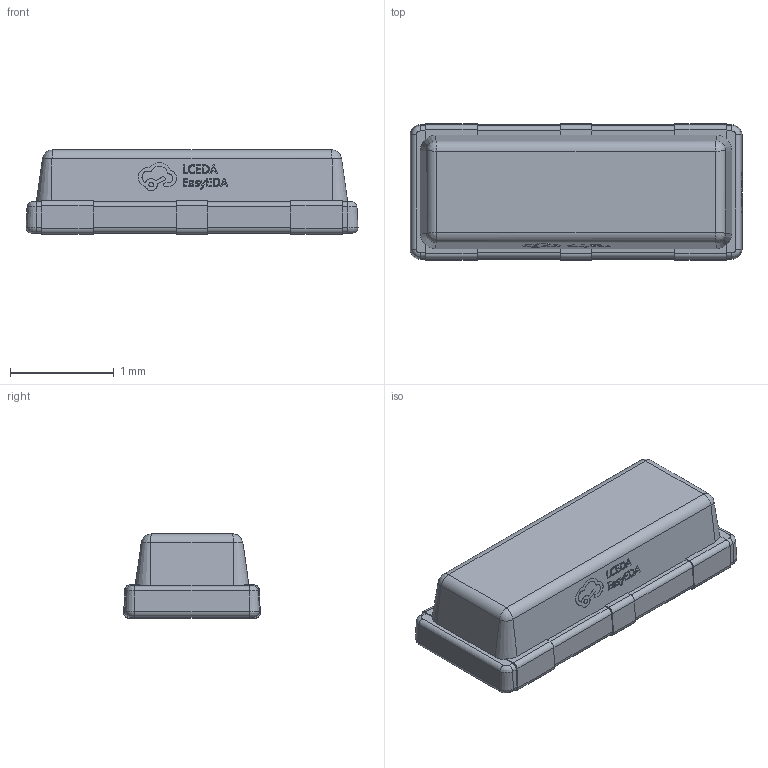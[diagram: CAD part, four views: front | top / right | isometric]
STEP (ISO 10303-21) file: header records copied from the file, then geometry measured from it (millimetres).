
FILE_DESCRIPTION(('FreeCAD Model'),'2;1');
FILE_NAME('Open CASCADE Shape Model','2023-09-13T16:06:28',(''),(''), 'Open CASCADE STEP processor 7.6','FreeCAD','Unknown');
FILE_SCHEMA(('AUTOMOTIVE_DESIGN { 1 0 10303 214 1 1 1 1 }'));
Length unit declared in the file: millimetre
Products named in the file (3): X1; OSC-SMD_3P-L3.2-W1.3-P1.2-L; SOLID
Assembly tree (2 placements, depth 3):
  X1
    OSC-SMD_3P-L3.2-W1.3-P1.2-L
      SOLID
Bounding box: 3.19 x 1.32 x 0.81 mm (x, y, z)
Volume: 2.7 mm3; surface area: 13.8 mm2
Topology: 1 solids, 1 shells, 385 faces, 1047 edges, 686 vertices
Faces by surface type: plane 217, bspline 116, cylinder 36, cone 8, revolution 8
Entity records: 16251 total; most frequent: CARTESIAN_POINT 4545, ORIENTED_EDGE 2086, DIRECTION 1423, EDGE_CURVE 1043, LINE 711, VECTOR 711, VERTEX_POINT 686, FACE_BOUND 411
